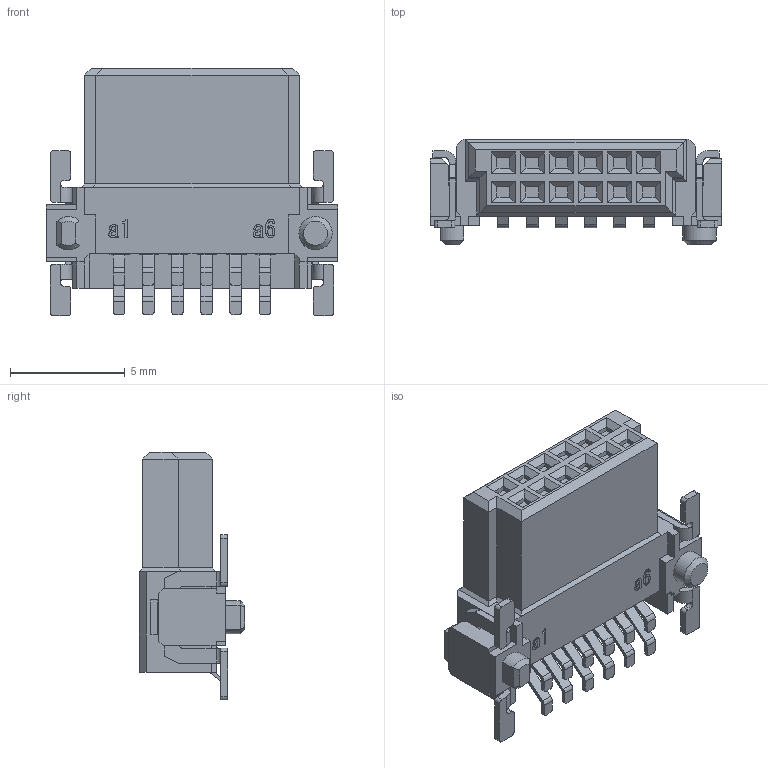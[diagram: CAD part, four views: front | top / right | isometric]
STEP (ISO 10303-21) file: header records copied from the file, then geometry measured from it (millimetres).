
FILE_DESCRIPTION( ('This file contains a STEP AP42 implementation' ,'as created by ZW3D STEP Interface translator.') ,'2;1' );
FILE_NAME( '3910-S012-096ZS3WR1.stp' ,'23 5 4.113659', (''), ('ZWCAD Software Co.'), 'Version 1.0', 'ZW3D to STEP translator', '' );
FILE_SCHEMA(('AUTOMOTIVE_DESIGN { 1 0 10303 214 1 1 1 1 }'));
Length unit declared in the file: millimetre
Products named in the file (2): 0; 3910-S012-096ZS3WR1
Bounding box: 12.7 x 4.6 x 10.8 mm (x, y, z)
Volume: 274.4 mm3; surface area: 500.5 mm2
Topology: 1 solids, 1 shells, 796 faces, 2108 edges, 1349 vertices
Faces by surface type: plane 608, cylinder 163, bspline 24, cone 1
Full cylindrical faces by diameter (mm): 1.45 x1
Entity records: 26334 total; most frequent: CARTESIAN_POINT 6472, ORIENTED_EDGE 4216, DIRECTION 3487, EDGE_CURVE 2108, VECTOR 1507, LINE 1507, VERTEX_POINT 1349, AXIS2_PLACEMENT_3D 990
